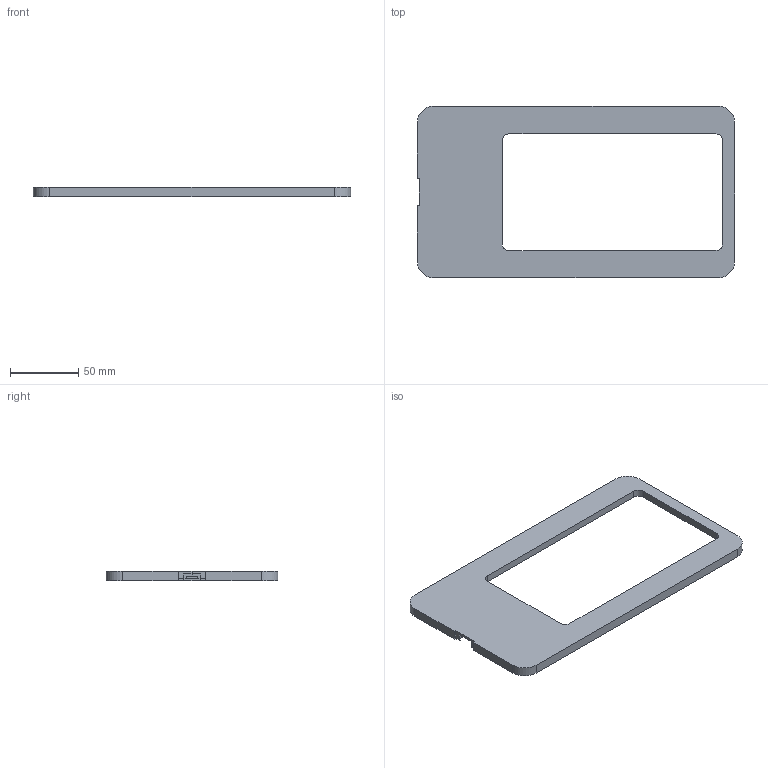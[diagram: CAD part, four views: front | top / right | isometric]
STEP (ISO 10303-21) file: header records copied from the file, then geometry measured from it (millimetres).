
FILE_DESCRIPTION(('FreeCAD Model'),'2;1');
FILE_NAME('Open CASCADE Shape Model','2022-12-26T01:40:32',(''),(''), 'Open CASCADE STEP processor 7.6','FreeCAD','Unknown');
FILE_SCHEMA(('AUTOMOTIVE_DESIGN { 1 0 10303 214 1 1 1 1 }'));
Length unit declared in the file: millimetre
Products named in the file (1): Top
Bounding box: 233 x 126 x 7 mm (x, y, z)
Volume: 73736.9 mm3; surface area: 41374.2 mm2
Topology: 1 solids, 1 shells, 84 faces, 210 edges, 140 vertices
Faces by surface type: plane 62, cylinder 22
Full cylindrical faces by diameter (mm): 2.15 x9
Entity records: 5322 total; most frequent: CARTESIAN_POINT 987, DIRECTION 822, LINE 542, VECTOR 542, ORIENTED_EDGE 420, PCURVE 420, DEFINITIONAL_REPRESENTATION 420, EDGE_CURVE 210
